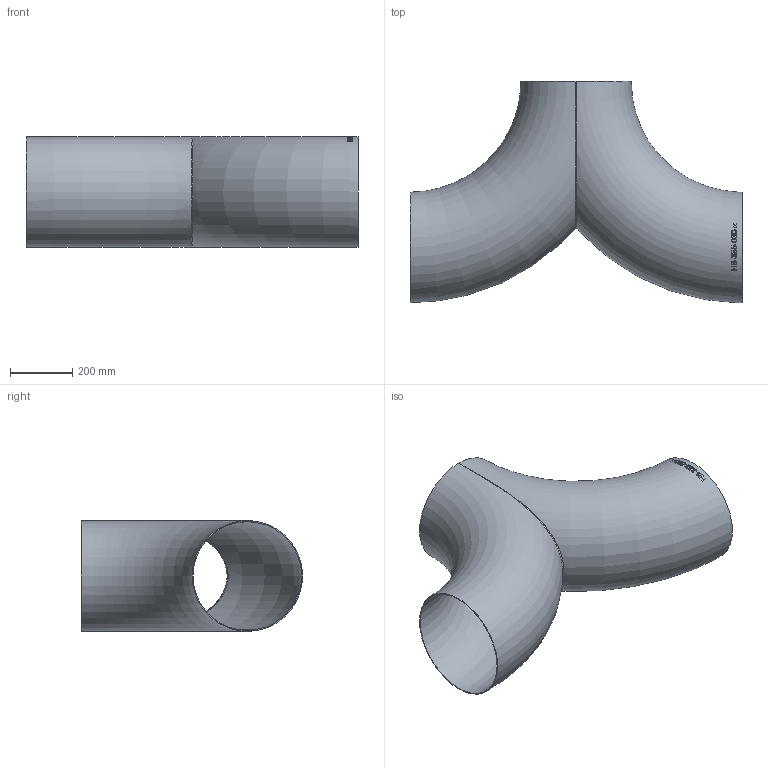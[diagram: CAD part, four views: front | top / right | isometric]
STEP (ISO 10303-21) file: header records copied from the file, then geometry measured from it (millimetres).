
FILE_DESCRIPTION (( 'STEP AP214' ), '1' );
FILE_NAME ('HB-355-030-x Hosenbogen 1909.STEP', '2019-09-17T15:15:59', ( '' ), ( '' ), 'SwSTEP 2.0', 'SolidWorks 2016', '' );
FILE_SCHEMA (( 'AUTOMOTIVE_DESIGN' ));
Length unit declared in the file: millimetre
Products named in the file (1): HB-355-030-x Hosenbogen 1909
Bounding box: 1068 x 711.8 x 355.64 mm (x, y, z)
Volume: 4333451.3 mm3; surface area: 2895318.3 mm2
Topology: 1 solids, 1 shells, 159 faces, 422 edges, 276 vertices
Faces by surface type: plane 73, bspline 66, torus 20
Entity records: 12921 total; most frequent: CARTESIAN_POINT 8058, ORIENTED_EDGE 828, EDGE_CURVE 414, DIRECTION 338, VERTEX_POINT 276, B_SPLINE_CURVE_WITH_KNOTS 272, EDGE_LOOP 182, FACE_OUTER_BOUND 163
